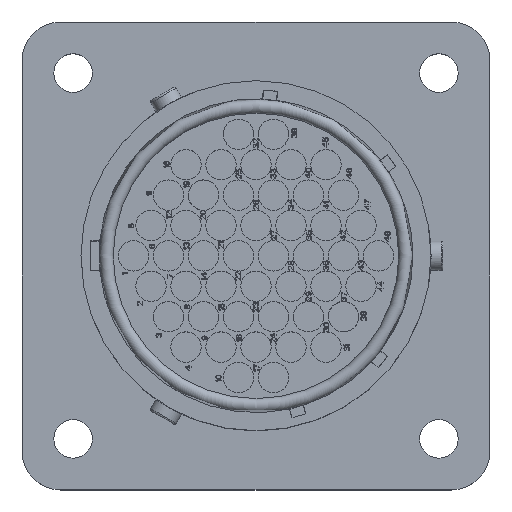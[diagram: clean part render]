
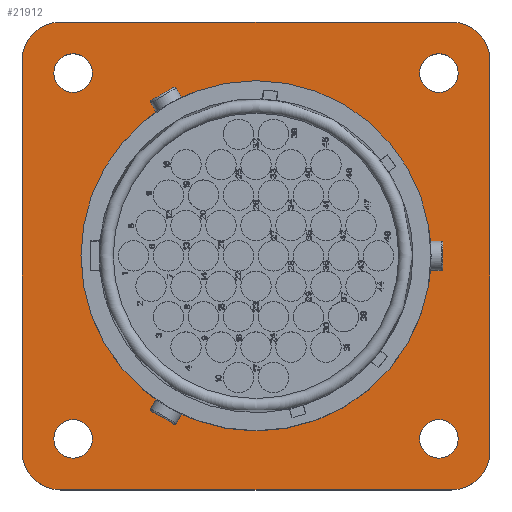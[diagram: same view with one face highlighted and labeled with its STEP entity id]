
A CAD part, top view. The second image highlights one B-rep face of the part: STEP entity #21912.
In plain terms, the highlighted planar face has unit normal (0, 0, 1).
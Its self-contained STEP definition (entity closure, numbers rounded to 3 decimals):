
#221=LINE('',#88922,#9119);
#222=LINE('',#88927,#9120);
#223=LINE('',#88931,#9121);
#224=LINE('',#88935,#9122);
#9119=VECTOR('',#72075,1.);
#9120=VECTOR('',#72078,1.);
#9121=VECTOR('',#72081,1.);
#9122=VECTOR('',#72084,1.);
#18043=PLANE('',#68177);
#21275=FACE_BOUND('',#28802,.T.);
#21276=FACE_BOUND('',#28803,.T.);
#21277=FACE_BOUND('',#28804,.T.);
#21278=FACE_BOUND('',#28805,.T.);
#21279=FACE_BOUND('',#28806,.T.);
#21280=FACE_BOUND('',#28807,.T.);
#21912=ADVANCED_FACE('',(#21275,#21276,#21277,#21278,#21279,#21280),#18043,
 .F.);
#28802=EDGE_LOOP('',(#33168,#33169,#33170,#33171,#33172,#33173,#33174,#33175));
#28803=EDGE_LOOP('',(#33176));
#28804=EDGE_LOOP('',(#33177));
#28805=EDGE_LOOP('',(#33178));
#28806=EDGE_LOOP('',(#33179));
#28807=EDGE_LOOP('',(#33180));
#32714=CIRCLE('',#68167,19.);
#32715=CIRCLE('',#68169,4.2);
#32716=CIRCLE('',#68170,4.2);
#32717=CIRCLE('',#68171,4.2);
#32718=CIRCLE('',#68172,4.2);
#32719=CIRCLE('',#68173,2.1);
#32720=CIRCLE('',#68174,2.1);
#32721=CIRCLE('',#68175,2.1);
#32722=CIRCLE('',#68176,2.1);
#33168=ORIENTED_EDGE('',*,*,#58552,.T.);
#33169=ORIENTED_EDGE('',*,*,#58553,.T.);
#33170=ORIENTED_EDGE('',*,*,#58554,.T.);
#33171=ORIENTED_EDGE('',*,*,#58555,.T.);
#33172=ORIENTED_EDGE('',*,*,#58556,.T.);
#33173=ORIENTED_EDGE('',*,*,#58557,.T.);
#33174=ORIENTED_EDGE('',*,*,#58558,.T.);
#33175=ORIENTED_EDGE('',*,*,#58559,.T.);
#33176=ORIENTED_EDGE('',*,*,#58560,.T.);
#33177=ORIENTED_EDGE('',*,*,#58561,.T.);
#33178=ORIENTED_EDGE('',*,*,#58551,.T.);
#33179=ORIENTED_EDGE('',*,*,#58562,.T.);
#33180=ORIENTED_EDGE('',*,*,#58563,.T.);
#52120=VERTEX_POINT('',#88920);
#52121=VERTEX_POINT('',#88923);
#52122=VERTEX_POINT('',#88924);
#52123=VERTEX_POINT('',#88926);
#52124=VERTEX_POINT('',#88928);
#52125=VERTEX_POINT('',#88930);
#52126=VERTEX_POINT('',#88932);
#52127=VERTEX_POINT('',#88934);
#52128=VERTEX_POINT('',#88936);
#52129=VERTEX_POINT('',#88939);
#52130=VERTEX_POINT('',#88941);
#52131=VERTEX_POINT('',#88943);
#52132=VERTEX_POINT('',#88945);
#58551=EDGE_CURVE('',#52120,#52120,#32714,.T.);
#58552=EDGE_CURVE('',#52121,#52122,#221,.T.);
#58553=EDGE_CURVE('',#52122,#52123,#32715,.T.);
#58554=EDGE_CURVE('',#52123,#52124,#222,.T.);
#58555=EDGE_CURVE('',#52124,#52125,#32716,.T.);
#58556=EDGE_CURVE('',#52125,#52126,#223,.T.);
#58557=EDGE_CURVE('',#52126,#52127,#32717,.T.);
#58558=EDGE_CURVE('',#52127,#52128,#224,.T.);
#58559=EDGE_CURVE('',#52128,#52121,#32718,.T.);
#58560=EDGE_CURVE('',#52129,#52129,#32719,.T.);
#58561=EDGE_CURVE('',#52130,#52130,#32720,.T.);
#58562=EDGE_CURVE('',#52131,#52131,#32721,.T.);
#58563=EDGE_CURVE('',#52132,#52132,#32722,.T.);
#68167=AXIS2_PLACEMENT_3D('',#88919,#72071,#72072);
#68169=AXIS2_PLACEMENT_3D('',#88925,#72076,#72077);
#68170=AXIS2_PLACEMENT_3D('',#88929,#72079,#72080);
#68171=AXIS2_PLACEMENT_3D('',#88933,#72082,#72083);
#68172=AXIS2_PLACEMENT_3D('',#88937,#72085,#72086);
#68173=AXIS2_PLACEMENT_3D('',#88938,#72087,#72088);
#68174=AXIS2_PLACEMENT_3D('',#88940,#72089,#72090);
#68175=AXIS2_PLACEMENT_3D('',#88942,#72091,#72092);
#68176=AXIS2_PLACEMENT_3D('',#88944,#72093,#72094);
#68177=AXIS2_PLACEMENT_3D('',#88946,#72095,#72096);
#72071=DIRECTION('',(0.,0.,-1.));
#72072=DIRECTION('',(1.,0.,0.));
#72075=DIRECTION('',(0.,-1.,0.));
#72076=DIRECTION('',(0.,0.,1.));
#72077=DIRECTION('',(-1.,0.,0.));
#72078=DIRECTION('',(1.,0.,0.));
#72079=DIRECTION('',(0.,0.,1.));
#72080=DIRECTION('',(0.,-1.,0.));
#72081=DIRECTION('',(0.,1.,0.));
#72082=DIRECTION('',(0.,0.,1.));
#72083=DIRECTION('',(1.,0.,0.));
#72084=DIRECTION('',(-1.,0.,0.));
#72085=DIRECTION('',(0.,0.,1.));
#72086=DIRECTION('',(0.,1.,0.));
#72087=DIRECTION('',(0.,0.,-1.));
#72088=DIRECTION('',(0.,-1.,0.));
#72089=DIRECTION('',(0.,0.,-1.));
#72090=DIRECTION('',(0.,-1.,0.));
#72091=DIRECTION('',(0.,0.,-1.));
#72092=DIRECTION('',(0.,-1.,0.));
#72093=DIRECTION('',(0.,0.,-1.));
#72094=DIRECTION('',(0.,1.,0.));
#72095=DIRECTION('',(0.,0.,-1.));
#72096=DIRECTION('',(-1.,0.,0.));
#88919=CARTESIAN_POINT('',(0.,0.,3.7));
#88920=CARTESIAN_POINT('',(19.,0.,3.7));
#88922=CARTESIAN_POINT('',(-25.4,21.2,3.7));
#88923=CARTESIAN_POINT('',(-25.4,21.2,3.7));
#88924=CARTESIAN_POINT('',(-25.4,-21.2,3.7));
#88925=CARTESIAN_POINT('',(-21.2,-21.2,3.7));
#88926=CARTESIAN_POINT('',(-21.2,-25.4,3.7));
#88927=CARTESIAN_POINT('',(-21.2,-25.4,3.7));
#88928=CARTESIAN_POINT('',(21.2,-25.4,3.7));
#88929=CARTESIAN_POINT('',(21.2,-21.2,3.7));
#88930=CARTESIAN_POINT('',(25.4,-21.2,3.7));
#88931=CARTESIAN_POINT('',(25.4,-21.2,3.7));
#88932=CARTESIAN_POINT('',(25.4,21.2,3.7));
#88933=CARTESIAN_POINT('',(21.2,21.2,3.7));
#88934=CARTESIAN_POINT('',(21.2,25.4,3.7));
#88935=CARTESIAN_POINT('',(21.2,25.4,3.7));
#88936=CARTESIAN_POINT('',(-21.2,25.4,3.7));
#88937=CARTESIAN_POINT('',(-21.2,21.2,3.7));
#88938=CARTESIAN_POINT('',(19.85,-19.85,3.7));
#88939=CARTESIAN_POINT('',(19.85,-21.95,3.7));
#88940=CARTESIAN_POINT('',(19.85,19.85,3.7));
#88941=CARTESIAN_POINT('',(19.85,17.75,3.7));
#88942=CARTESIAN_POINT('',(-19.85,19.85,3.7));
#88943=CARTESIAN_POINT('',(-19.85,17.75,3.7));
#88944=CARTESIAN_POINT('',(-19.85,-19.85,3.7));
#88945=CARTESIAN_POINT('',(-19.85,-17.75,3.7));
#88946=CARTESIAN_POINT('',(0.,0.,3.7));
